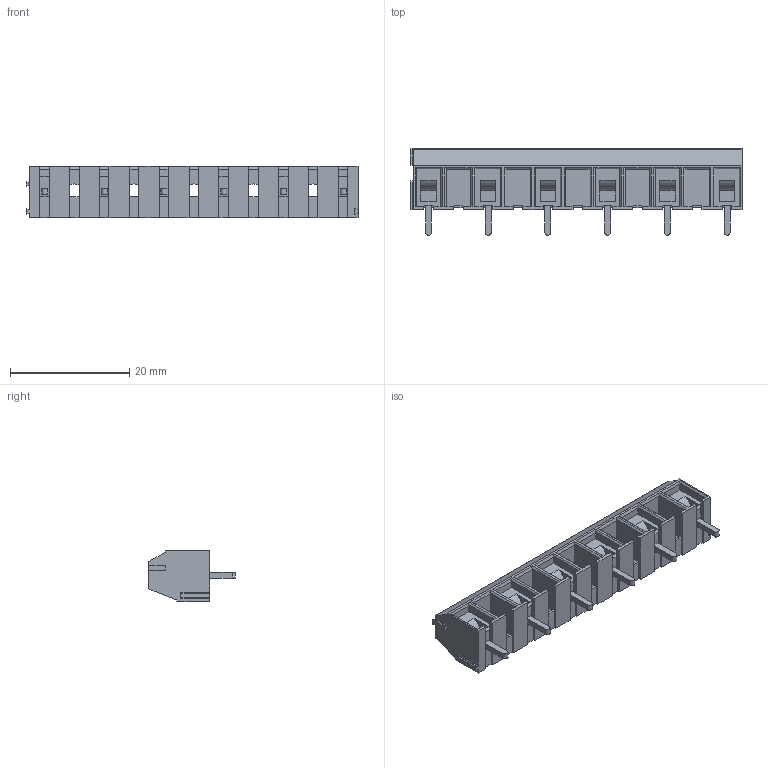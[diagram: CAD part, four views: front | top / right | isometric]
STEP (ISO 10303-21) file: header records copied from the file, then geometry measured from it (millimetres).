
FILE_DESCRIPTION( ( 'STEP AP214' ), '1' );
FILE_NAME( 'MBE156-10-V.stp', ' ', ( ' ' ), ( ' ' ), 'PSStep 14.0', 'VISI 19.0', ' ' );
FILE_SCHEMA( ( 'AUTOMOTIVE_DESIGN { 1 0 10303 214 1 1 1 1 }' ) );
Length unit declared in the file: millimetre
Products named in the file (1): 1
Bounding box: 55.6 x 14.5 x 8.6 mm (x, y, z)
Volume: 2749.2 mm3; surface area: 3984.7 mm2
Topology: 1 solids, 1 shells, 428 faces, 1184 edges, 793 vertices
Faces by surface type: plane 352, cylinder 70, torus 6
Full cylindrical faces by diameter (mm): 2.5 x11, 3.3 x6, 3.4 x11
Entity records: 16636 total; most frequent: CARTESIAN_POINT 2326, ORIENTED_EDGE 2254, DIRECTION 2161, EDGE_CURVE 1127, LINE 951, VECTOR 951, VERTEX_POINT 770, AXIS2_PLACEMENT_3D 605
